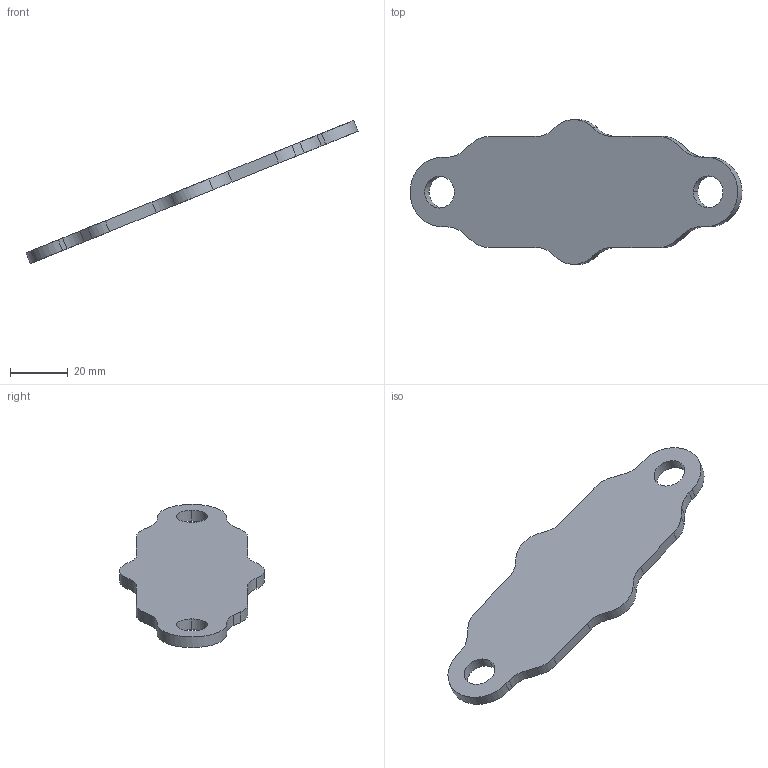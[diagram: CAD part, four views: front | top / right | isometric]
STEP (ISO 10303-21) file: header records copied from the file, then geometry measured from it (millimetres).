
FILE_DESCRIPTION(('CATIA V5 STEP Exchange'),'2;1');
FILE_NAME('8746031_A1B_ENG190110143137.stp','2019-01-14T06:15:34+00:00',('none'),('none'),'CATIA Version 5-6 Release 2016 SP3','CATIA V5 STEP AP203','none');
FILE_SCHEMA(('CONFIG_CONTROL_DESIGN'));
Length unit declared in the file: millimetre
Products named in the file (1): 8746031 ANSCHRAUBPLATTE STABI RWD                 A  1 B FRGMOD 5P  0
Bounding box: 114.61 x 49.96 x 49.41 mm (x, y, z)
Volume: 15654.3 mm3; surface area: 9246.3 mm2
Topology: 1 solids, 1 shells, 34 faces, 1978 edges, 1974 vertices
Faces by surface type: cylinder 20, plane 14
Entity records: 16260 total; most frequent: CARTESIAN_POINT 5954, DIRECTION 2012, VECTOR 1934, LINE 1934, COMPOSITE_CURVE_SEGMENT 1882, TRIMMED_CURVE 1882, ORIENTED_EDGE 192, EDGE_CURVE 96
